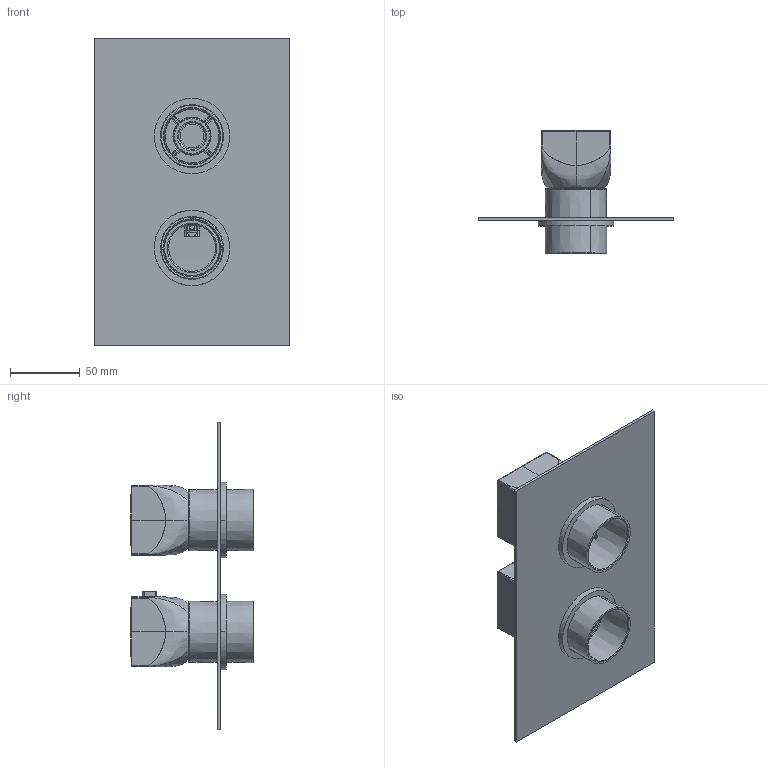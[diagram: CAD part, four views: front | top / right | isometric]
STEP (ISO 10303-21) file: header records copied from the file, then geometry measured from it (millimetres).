
FILE_DESCRIPTION(('CATIA V5 STEP Exchange','CAx-IF Rec.Pracs.--- Model Styling and Organization---1.5--- 2016-08-15','CAx-IF Rec.Pracs.---Supplemental Geometry---1.0---2011-11-01','CAx-IF Rec.Pracs.--- Composite Materials ---3.4---2017-06-13','CAx-IF Rec.Pracs.---Tessellated 3D Geometry---1.0---2015-12-17'),'2;1');
FILE_NAME('RI0BT030.stp','2024-06-20T13:44:48+00:00',('none'),('none'),'CATIA Version 5-6 Release 2020 SP2','CATIA V5 STEP AP242 v2','none');
FILE_SCHEMA(('AP242_MANAGED_MODEL_BASED_3D_ENGINEERING_MIM_LF {1 0 10303 442 1 1 4}'));
Products named in the file (1): RI0BT030
Bounding box: 140 x 87.55 x 220 mm (x, y, z)
Volume: 97789.8 mm3; surface area: 112908.1 mm2
Topology: 4 solids, 96 shells, 288 faces, 1072 edges, 880 vertices
Faces by surface type: bspline 64, plane 61, cylinder 56, torus 41, cone 34, extrusion 16, sphere 16
Entity records: 43269 total; most frequent: CARTESIAN_POINT 35538, ORIENTED_EDGE 1546, EDGE_CURVE 1056, DIRECTION 930, VERTEX_POINT 880, AXIS2_PLACEMENT_3D 499, B_SPLINE_CURVE_WITH_KNOTS 472, CIRCLE 341
